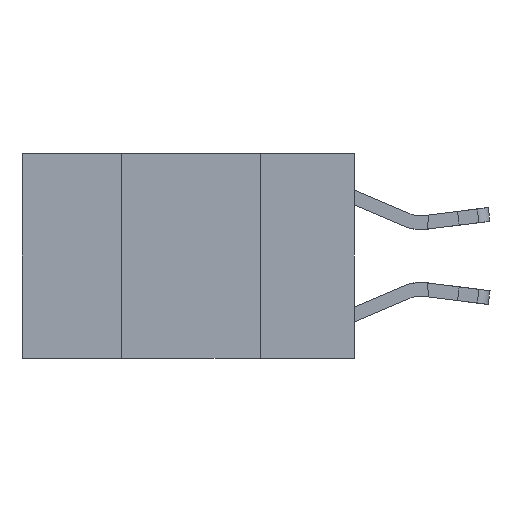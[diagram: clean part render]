
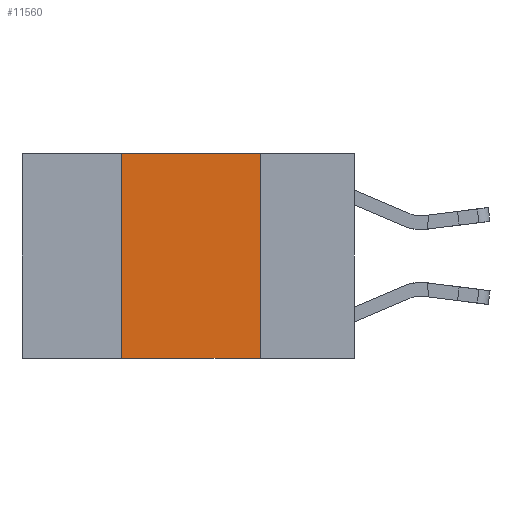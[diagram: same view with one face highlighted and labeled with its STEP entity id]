
A CAD part, left-side view. The second image highlights one B-rep face of the part: STEP entity #11560.
In plain terms, the highlighted planar face has unit normal (-1, 0, 0).
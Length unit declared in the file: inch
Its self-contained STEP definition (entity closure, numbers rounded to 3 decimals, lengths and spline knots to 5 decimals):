
#135 = VECTOR ( 'NONE', #5073, 39.37008 ) ;
#420 = ORIENTED_EDGE ( 'NONE', *, *, #7403, .F. ) ;
#439 = EDGE_CURVE ( 'NONE', #6954, #9831, #11507, .T. ) ;
#570 = AXIS2_PLACEMENT_3D ( 'NONE', #1451, #5410, #14262 ) ;
#1019 = EDGE_LOOP ( 'NONE', ( #4400, #420, #8663, #3172 ) ) ;
#1451 = CARTESIAN_POINT ( 'NONE',  ( 0., 0.6, 0. ) ) ;
#2498 = VECTOR ( 'NONE', #6952, 39.37008 ) ;
#2666 = VERTEX_POINT ( 'NONE', #5112 ) ;
#2724 = CARTESIAN_POINT ( 'NONE',  ( 0., 0.17, -0.37 ) ) ;
#3015 = EDGE_CURVE ( 'NONE', #6954, #7839, #10470, .T. ) ;
#3172 = ORIENTED_EDGE ( 'NONE', *, *, #439, .T. ) ;
#3221 = CARTESIAN_POINT ( 'NONE',  ( 0., 0.42, -0.37 ) ) ;
#3748 = CARTESIAN_POINT ( 'NONE',  ( 0., 0.6, -0.37 ) ) ;
#4058 = PLANE ( 'NONE',  #570 ) ;
#4283 = CARTESIAN_POINT ( 'NONE',  ( 0., 0.6, 0. ) ) ;
#4400 = ORIENTED_EDGE ( 'NONE', *, *, #5042, .F. ) ;
#4900 = FACE_OUTER_BOUND ( 'NONE', #1019, .T. ) ;
#5042 = EDGE_CURVE ( 'NONE', #2666, #9831, #6522, .T. ) ;
#5073 = DIRECTION ( 'NONE',  ( 0., 0., 1. ) ) ;
#5112 = CARTESIAN_POINT ( 'NONE',  ( 0., 0.17, 0. ) ) ;
#5162 = CARTESIAN_POINT ( 'NONE',  ( 0., 0.42, 0. ) ) ;
#5410 = DIRECTION ( 'NONE',  ( 1., 0., 0. ) ) ;
#5819 = DIRECTION ( 'NONE',  ( 0., 0., -1. ) ) ;
#6029 = LINE ( 'NONE', #4283, #2498 ) ;
#6522 = LINE ( 'NONE', #7140, #16120 ) ;
#6952 = DIRECTION ( 'NONE',  ( 0., -1., 0. ) ) ;
#6954 = VERTEX_POINT ( 'NONE', #3221 ) ;
#7140 = CARTESIAN_POINT ( 'NONE',  ( 0., 0.17, 0. ) ) ;
#7403 = EDGE_CURVE ( 'NONE', #7839, #2666, #6029, .T. ) ;
#7839 = VERTEX_POINT ( 'NONE', #5162 ) ;
#8663 = ORIENTED_EDGE ( 'NONE', *, *, #3015, .F. ) ;
#9831 = VERTEX_POINT ( 'NONE', #2724 ) ;
#10470 = LINE ( 'NONE', #12299, #135 ) ;
#11120 = VECTOR ( 'NONE', #13689, 39.37008 ) ;
#11507 = LINE ( 'NONE', #3748, #11120 ) ;
#11560 = ADVANCED_FACE ( 'NONE', ( #4900 ), #4058, .F. ) ;
#12299 = CARTESIAN_POINT ( 'NONE',  ( 0., 0.42, 0. ) ) ;
#13689 = DIRECTION ( 'NONE',  ( 0., -1., 0. ) ) ;
#14262 = DIRECTION ( 'NONE',  ( 0., 0., -1. ) ) ;
#16120 = VECTOR ( 'NONE', #5819, 39.37008 ) ;
